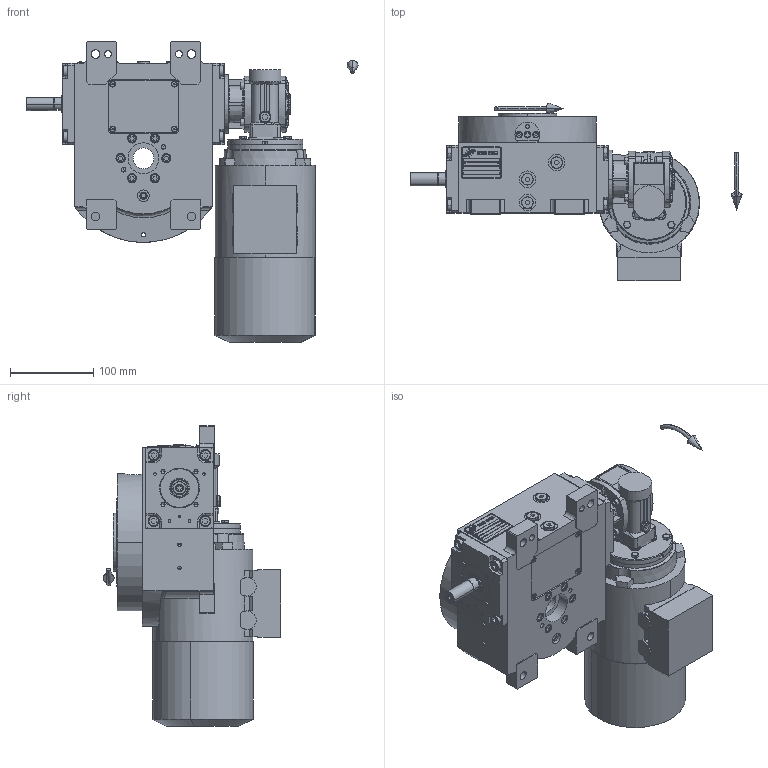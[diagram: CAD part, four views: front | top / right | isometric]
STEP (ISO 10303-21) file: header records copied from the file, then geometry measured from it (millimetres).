
FILE_DESCRIPTION (( 'STEP AP203' ), '1' );
FILE_NAME ('PC5201601.step', '2025-10-17T08:44:29', ( '' ), ( '' ), 'SwSTEP 2.0', 'SolidWorks 2020', '' );
FILE_SCHEMA (( 'CONFIG_CONTROL_DESIGN' ));
Length unit declared in the file: millimetre
Products named in the file (81): freccia_angolare; CFN2010_01_006.stp; cfn2155_01_186; rig04_004; AS_rig04_004; 900_38_30_003; cfn2476_01_001_48x38; freccia_angolare_albero; cfn2000_01_147; cfn2107_01_001; rig04_071_8_m.stp; cfn2070_05_001; rig04_001_a_s_012; cfn2000_01_161; CFN2356_03_051.stp; RMI28_FL_SX_63B14; CFN2000_01_185.stp; cfn2000_01_151; AS_900_38_30_003; cfn2151_01_162; CFN2223_01-390X6-B.stp; cfn2077_01_018; rig04_014_s_001; CFN2203_02_001.stp; RIG04_005_ASM.stp; AS_cfn2476_01_001_48x38; cfn2155_01_055; AS_rig04_071_8_m; BM63B14; cfn2128_04_011; cfn2003_01_063; AS_rig04_014_s_001; cfn2000_01_129; olio_agip_blasia_150; RIG06_021_AF0.stp; cfn2151_01_087; RIG04_005_AF0.stp; cfn2104_01_016; AS_rig04_015; rig04_007_master ...
Assembly tree (71 placements, depth 5):
  CFN2010_01_006.stp
  CFN2356_03_051.stp
  cfn2151_01_162
  CFN2223_01-390X6-B.stp
  cfn2077_01_018
Bounding box: 398.5 x 213 x 360.99 mm (x, y, z)
Volume: 4397990.7 mm3; surface area: 608619.7 mm2
Topology: 74 solids, 74 shells, 2994 faces, 7317 edges, 4657 vertices
Faces by surface type: plane 1495, cylinder 933, cone 444, torus 107, bspline 9, sphere 6
Entity records: 100397 total; most frequent: CARTESIAN_POINT 22535, DIRECTION 14684, ORIENTED_EDGE 14150, EDGE_CURVE 7075, AXIS2_PLACEMENT_3D 5217, VERTEX_POINT 4565, VECTOR 4250, LINE 4250
